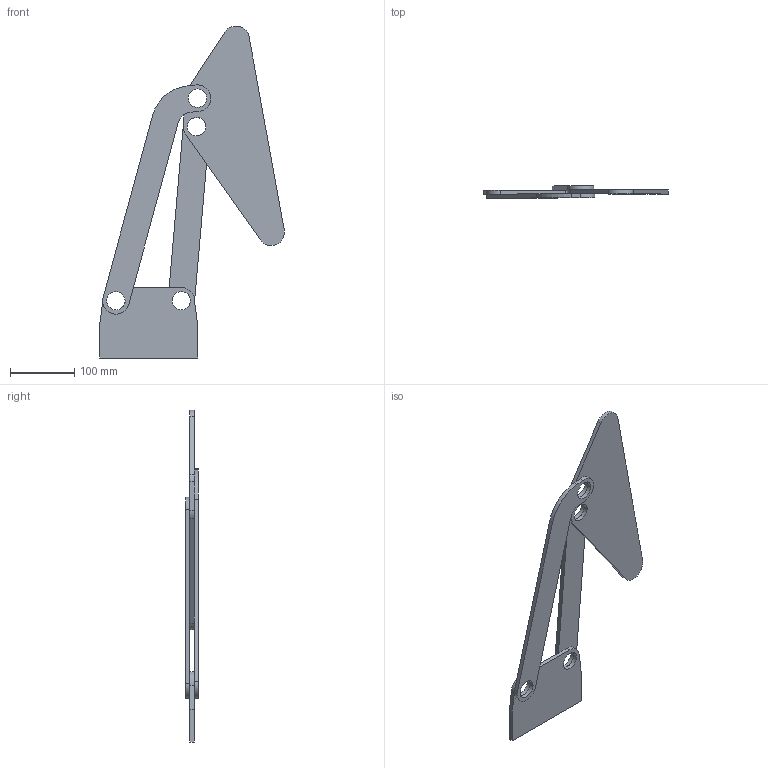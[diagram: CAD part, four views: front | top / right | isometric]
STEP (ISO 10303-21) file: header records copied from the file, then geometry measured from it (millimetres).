
FILE_DESCRIPTION(/* description */ ('STEP AP242','CAx-IF Rec.Pracs.---Representation and Presentation of Product Manufacturing Information (PMI)---4.0---2014-10-13','CAx-IF Rec.Pracs.---3D Tessellated Geometry---0.4---2014-09-14','2;1'),/* implementation_level */ '2;1');
FILE_NAME(/* name */ '66c585614c2e2a4146ead4bf',/* time_stamp */ '2024-08-21T06:12:49Z',/* author */ (''),/* organization */ (''),/* preprocessor_version */ 'ST-DEVELOPER v20',/* originating_system */ ' ',/* authorisation */ ' ');
FILE_SCHEMA (('AP242_MANAGED_MODEL_BASED_3D_ENGINEERING_MIM_LF { 1 0 10303 442 1 1 4 }'));
Length unit declared in the file: metre
Products named in the file (5): 4 Bar Assembly; Linkage; Part 4; Bar 1; Mounting Plate
Assembly tree (4 placements, depth 2):
  4 Bar Assembly
    Linkage
    Part 4
    Bar 1
    Mounting Plate
Bounding box: 287.18 x 19.05 x 515.91 mm (x, y, z)
Volume: 436480.6 mm3; surface area: 159834.6 mm2
Topology: 4 solids, 4 shells, 44 faces, 108 edges, 72 vertices
Faces by surface type: plane 24, cylinder 20
Full cylindrical faces by diameter (mm): 28.575 x8
Entity records: 1425 total; most frequent: DIRECTION 238, CARTESIAN_POINT 221, ORIENTED_EDGE 200, EDGE_CURVE 100, AXIS2_PLACEMENT_3D 89, VERTEX_POINT 72, EDGE_LOOP 68, FACE_BOUND 68
